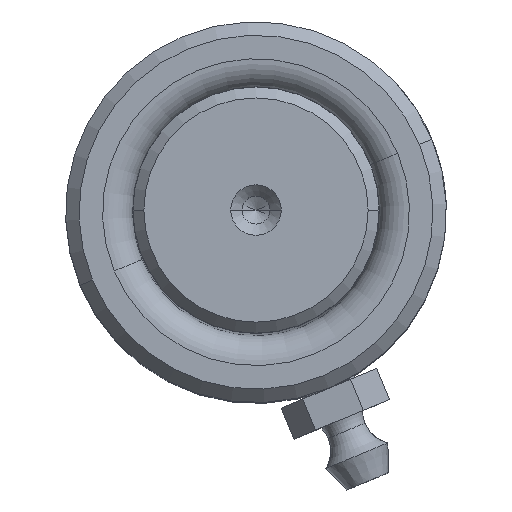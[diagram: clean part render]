
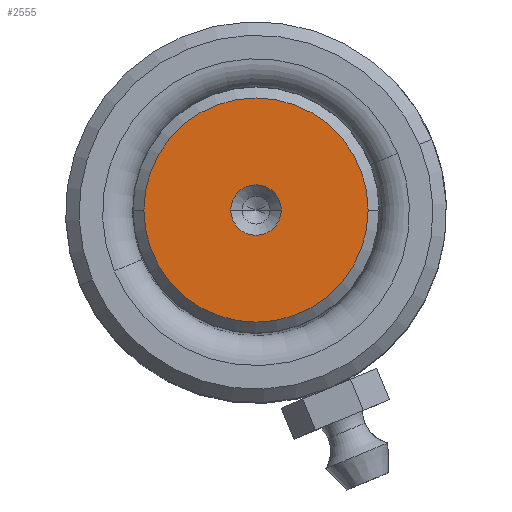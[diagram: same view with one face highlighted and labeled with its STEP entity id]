
A CAD part, top view. The second image highlights one B-rep face of the part: STEP entity #2555.
In plain terms, the highlighted planar face has unit normal (0, 0, 1).
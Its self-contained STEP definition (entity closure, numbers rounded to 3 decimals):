
#211 = VERTEX_POINT ( 'NONE', #2462 ) ;
#298 = DIRECTION ( 'NONE',  ( 0., 0., 1. ) ) ;
#363 = EDGE_CURVE ( 'NONE', #211, #5571, #1095, .T. ) ;
#421 = DIRECTION ( 'NONE',  ( 1., 0., 0. ) ) ;
#434 = AXIS2_PLACEMENT_3D ( 'NONE', #6713, #298, #4555 ) ;
#600 = DIRECTION ( 'NONE',  ( 0., 0., 1. ) ) ;
#852 = AXIS2_PLACEMENT_3D ( 'NONE', #5133, #2481, #6203 ) ;
#1095 = CIRCLE ( 'NONE', #5540, 10.009 ) ;
#1138 = ORIENTED_EDGE ( 'NONE', *, *, #2384, .T. ) ;
#1577 = EDGE_CURVE ( 'NONE', #2443, #2590, #5663, .T. ) ;
#1831 = FACE_BOUND ( 'NONE', #4545, .T. ) ;
#1969 = PLANE ( 'NONE',  #6728 ) ;
#1994 = DIRECTION ( 'NONE',  ( 0., 0., 1. ) ) ;
#2249 = CARTESIAN_POINT ( 'NONE',  ( 0., 0., 160. ) ) ;
#2384 = EDGE_CURVE ( 'NONE', #5571, #211, #3506, .T. ) ;
#2443 = VERTEX_POINT ( 'NONE', #6165 ) ;
#2462 = CARTESIAN_POINT ( 'NONE',  ( -10.009, 0., 160. ) ) ;
#2481 = DIRECTION ( 'NONE',  ( 0., 0., 1. ) ) ;
#2520 = DIRECTION ( 'NONE',  ( 1., 0., 0. ) ) ;
#2555 = ADVANCED_FACE ( 'NONE', ( #1831, #6230 ), #1969, .T. ) ;
#2590 = VERTEX_POINT ( 'NONE', #4653 ) ;
#2801 = DIRECTION ( 'NONE',  ( 1., 0., 0. ) ) ;
#2872 = ORIENTED_EDGE ( 'NONE', *, *, #6183, .F. ) ;
#3098 = ORIENTED_EDGE ( 'NONE', *, *, #363, .T. ) ;
#3506 = CIRCLE ( 'NONE', #434, 10.009 ) ;
#4085 = EDGE_LOOP ( 'NONE', ( #3098, #1138 ) ) ;
#4545 = EDGE_LOOP ( 'NONE', ( #2872, #5063 ) ) ;
#4555 = DIRECTION ( 'NONE',  ( 1., 0., 0. ) ) ;
#4653 = CARTESIAN_POINT ( 'NONE',  ( 2.25, 0., 160. ) ) ;
#5003 = CARTESIAN_POINT ( 'NONE',  ( 10.009, 0., 160. ) ) ;
#5063 = ORIENTED_EDGE ( 'NONE', *, *, #1577, .F. ) ;
#5133 = CARTESIAN_POINT ( 'NONE',  ( 0., 0., 160. ) ) ;
#5174 = CARTESIAN_POINT ( 'NONE',  ( 0., 0., 160. ) ) ;
#5239 = DIRECTION ( 'NONE',  ( 0., 0., 1. ) ) ;
#5266 = CARTESIAN_POINT ( 'NONE',  ( 0., 0., 160. ) ) ;
#5540 = AXIS2_PLACEMENT_3D ( 'NONE', #5266, #5239, #421 ) ;
#5571 = VERTEX_POINT ( 'NONE', #5003 ) ;
#5663 = CIRCLE ( 'NONE', #5784, 2.25 ) ;
#5784 = AXIS2_PLACEMENT_3D ( 'NONE', #2249, #600, #2801 ) ;
#5967 = CIRCLE ( 'NONE', #852, 2.25 ) ;
#6165 = CARTESIAN_POINT ( 'NONE',  ( -2.25, 0., 160. ) ) ;
#6183 = EDGE_CURVE ( 'NONE', #2590, #2443, #5967, .T. ) ;
#6203 = DIRECTION ( 'NONE',  ( 1., 0., 0. ) ) ;
#6230 = FACE_OUTER_BOUND ( 'NONE', #4085, .T. ) ;
#6713 = CARTESIAN_POINT ( 'NONE',  ( 0., 0., 160. ) ) ;
#6728 = AXIS2_PLACEMENT_3D ( 'NONE', #5174, #1994, #2520 ) ;
